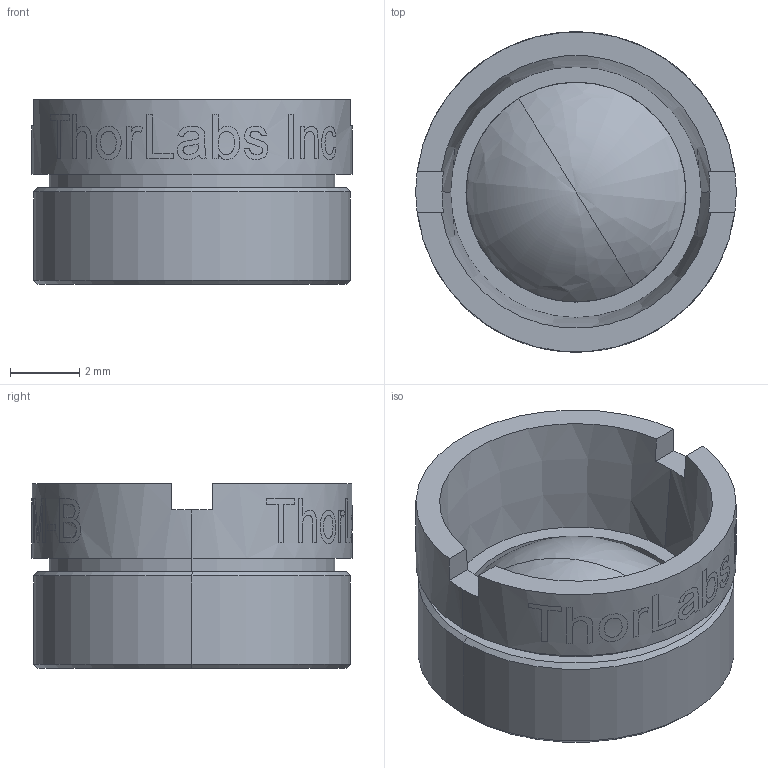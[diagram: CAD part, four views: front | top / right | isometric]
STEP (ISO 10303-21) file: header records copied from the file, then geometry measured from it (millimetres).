
FILE_DESCRIPTION (( 'STEP AP214' ), '1' );
FILE_NAME ('15980-E0W.STEP', '2009-12-21T18:35:36', ( 'Admin' ), ( 'Thorlabs, Inc.' ), 'SwSTEP 2.0', 'SolidWorks 2009', '' );
FILE_SCHEMA (( 'AUTOMOTIVE_DESIGN' ));
Length unit declared in the file: millimetre
Products named in the file (1): 15980-E0W
Bounding box: 9.24 x 9.24 x 5.33 mm (x, y, z)
Volume: 201.3 mm3; surface area: 474.4 mm2
Topology: 2 solids, 2 shells, 67 faces, 319 edges, 284 vertices
Faces by surface type: cylinder 40, plane 15, cone 10, bspline 2
Entity records: 6283 total; most frequent: CARTESIAN_POINT 2987, ORIENTED_EDGE 634, DIRECTION 392, EDGE_CURVE 317, VERTEX_POINT 284, AXIS2_PLACEMENT_3D 158, B_SPLINE_CURVE_WITH_KNOTS 149, EDGE_LOOP 99
